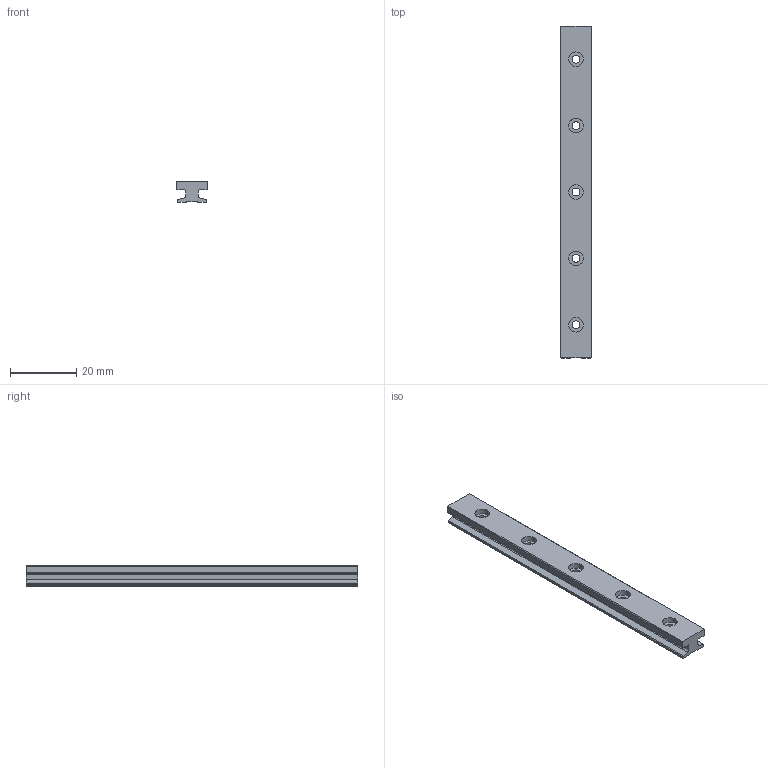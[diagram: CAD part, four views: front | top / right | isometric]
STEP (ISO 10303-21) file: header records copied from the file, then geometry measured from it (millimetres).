
FILE_DESCRIPTION(('STEP AP214'),'1');
FILE_NAME('cctmp_15BAA5C5-CDE0-4FD6-837A-FEBB261C9591_2023_01_19_10_54_51_0880_87116..stp','2023-01-19T09:54:51',('igus GmbH'),('CADClick - www.CADClick.com'),'Spatial InterOp 3D',' ','unknown authorization');
FILE_SCHEMA(('AUTOMOTIVE_DESIGN'));
Length unit declared in the file: millimetre
Products named in the file (2): 2023_01_19_10_54_51_0833; 2023_01_19_10_54_51_0880
Assembly tree (1 placements, depth 2):
  2023_01_19_10_54_51_0833
    2023_01_19_10_54_51_0880
Bounding box: 9.6 x 100 x 6.3 mm (x, y, z)
Volume: 4108.8 mm3; surface area: 4295.3 mm2
Topology: 1 solids, 1 shells, 55 faces, 144 edges, 96 vertices
Faces by surface type: plane 29, cylinder 26
Entity records: 2221 total; most frequent: DIRECTION 310, CARTESIAN_POINT 297, ORIENTED_EDGE 288, EDGE_CURVE 144, AXIS2_PLACEMENT_3D 109, VERTEX_POINT 96, LINE 92, VECTOR 92
